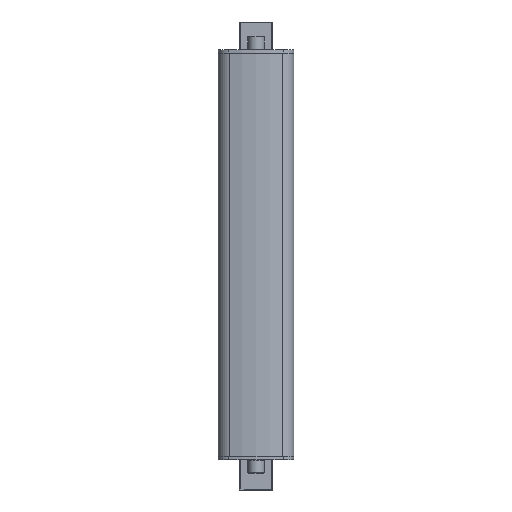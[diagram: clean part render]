
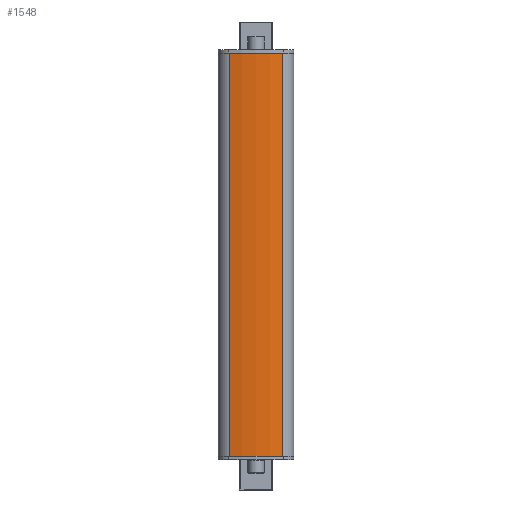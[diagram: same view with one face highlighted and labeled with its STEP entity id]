
A CAD part, front view. The second image highlights one B-rep face of the part: STEP entity #1548.
In plain terms, the highlighted cylindrical face has radius 185.83 mm (diameter 371.66 mm), a partial arc.
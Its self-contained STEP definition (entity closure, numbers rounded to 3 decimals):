
#1128 = AXIS2_PLACEMENT_3D ( 'NONE', #14977, #13194, #15129 ) ;
#1293 = EDGE_CURVE ( 'NONE', #10234, #7339, #3613, .T. ) ;
#1548 = ADVANCED_FACE ( 'NONE', ( #14359 ), #23633, .T. ) ;
#2386 = EDGE_CURVE ( 'NONE', #7339, #16924, #8518, .T. ) ;
#3402 = CARTESIAN_POINT ( 'NONE',  ( -49.882, -26.491, -373.75 ) ) ;
#3613 = CIRCLE ( 'NONE', #1128, 185.83 ) ;
#4066 = ORIENTED_EDGE ( 'NONE', *, *, #2386, .F. ) ;
#5083 = DIRECTION ( 'NONE',  ( 0., 0., -1. ) ) ;
#6228 = DIRECTION ( 'NONE',  ( 0., 0., -1. ) ) ;
#6539 = AXIS2_PLACEMENT_3D ( 'NONE', #7263, #23814, #14734 ) ;
#6806 = CIRCLE ( 'NONE', #20642, 185.83 ) ;
#6853 = DIRECTION ( 'NONE',  ( 1., 0., 0. ) ) ;
#7263 = CARTESIAN_POINT ( 'NONE',  ( 0., 152.519, 373.75 ) ) ;
#7339 = VERTEX_POINT ( 'NONE', #15802 ) ;
#7611 = EDGE_LOOP ( 'NONE', ( #21653, #4066, #23257, #13257 ) ) ;
#7752 = LINE ( 'NONE', #15781, #9210 ) ;
#8518 = LINE ( 'NONE', #14255, #20674 ) ;
#9210 = VECTOR ( 'NONE', #6228, 1000. ) ;
#10234 = VERTEX_POINT ( 'NONE', #20226 ) ;
#11148 = CARTESIAN_POINT ( 'NONE',  ( 49.882, -26.491, -373.75 ) ) ;
#12386 = DIRECTION ( 'NONE',  ( 0., 0., 1. ) ) ;
#13194 = DIRECTION ( 'NONE',  ( 0., 0., 1. ) ) ;
#13257 = ORIENTED_EDGE ( 'NONE', *, *, #17917, .T. ) ;
#13410 = VERTEX_POINT ( 'NONE', #3402 ) ;
#14255 = CARTESIAN_POINT ( 'NONE',  ( 49.882, -26.491, 373.75 ) ) ;
#14359 = FACE_OUTER_BOUND ( 'NONE', #7611, .T. ) ;
#14734 = DIRECTION ( 'NONE',  ( -1., 0., 0. ) ) ;
#14977 = CARTESIAN_POINT ( 'NONE',  ( 0., 152.519, 373.75 ) ) ;
#15129 = DIRECTION ( 'NONE',  ( 1., 0., 0. ) ) ;
#15781 = CARTESIAN_POINT ( 'NONE',  ( -49.882, -26.491, 373.75 ) ) ;
#15802 = CARTESIAN_POINT ( 'NONE',  ( 49.882, -26.491, 373.75 ) ) ;
#16924 = VERTEX_POINT ( 'NONE', #11148 ) ;
#17917 = EDGE_CURVE ( 'NONE', #10234, #13410, #7752, .T. ) ;
#19381 = EDGE_CURVE ( 'NONE', #13410, #16924, #6806, .T. ) ;
#20226 = CARTESIAN_POINT ( 'NONE',  ( -49.882, -26.491, 373.75 ) ) ;
#20642 = AXIS2_PLACEMENT_3D ( 'NONE', #21585, #12386, #6853 ) ;
#20674 = VECTOR ( 'NONE', #5083, 1000. ) ;
#21585 = CARTESIAN_POINT ( 'NONE',  ( 0., 152.519, -373.75 ) ) ;
#21653 = ORIENTED_EDGE ( 'NONE', *, *, #19381, .T. ) ;
#23257 = ORIENTED_EDGE ( 'NONE', *, *, #1293, .F. ) ;
#23633 = CYLINDRICAL_SURFACE ( 'NONE', #6539, 185.83 ) ;
#23814 = DIRECTION ( 'NONE',  ( 0., 0., -1. ) ) ;
